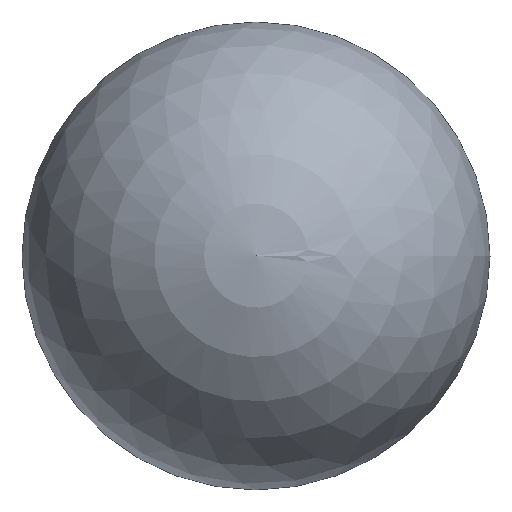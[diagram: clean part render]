
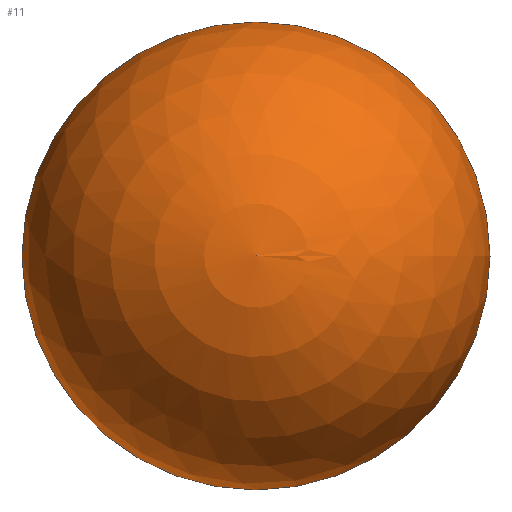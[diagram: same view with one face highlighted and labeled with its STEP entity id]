
A CAD part, top view. The second image highlights one B-rep face of the part: STEP entity #11.
In plain terms, the highlighted spherical face has radius 3.95 mm.
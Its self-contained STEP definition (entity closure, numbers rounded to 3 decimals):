
#2 = ORIENTED_EDGE ( 'NONE', *, *, #52, .T. ) ;
#3 = DIRECTION ( 'NONE',  ( 1., 0., 0. ) ) ;
#5 = CARTESIAN_POINT ( 'NONE',  ( 0., 0., 0. ) ) ;
#8 = AXIS2_PLACEMENT_3D ( 'NONE', #5, #24, #59 ) ;
#10 = DIRECTION ( 'NONE',  ( 1., 0., 0. ) ) ;
#11 = ADVANCED_FACE ( 'NONE', ( #63 ), #72, .T. ) ;
#18 = CARTESIAN_POINT ( 'NONE',  ( 0., 0., 0. ) ) ;
#19 = VERTEX_POINT ( 'NONE', #46 ) ;
#24 = DIRECTION ( 'NONE',  ( 0., 0., -1. ) ) ;
#25 = VERTEX_POINT ( 'NONE', #41 ) ;
#26 = CIRCLE ( 'NONE', #60, 3.95 ) ;
#27 = CIRCLE ( 'NONE', #8, 3.95 ) ;
#33 = CARTESIAN_POINT ( 'NONE',  ( 0., 0., 0. ) ) ;
#34 = EDGE_LOOP ( 'NONE', ( #49, #2 ) ) ;
#37 = AXIS2_PLACEMENT_3D ( 'NONE', #18, #71, #3 ) ;
#41 = CARTESIAN_POINT ( 'NONE',  ( 0., -3.95, 0. ) ) ;
#46 = CARTESIAN_POINT ( 'NONE',  ( 0., 3.95, 0. ) ) ;
#49 = ORIENTED_EDGE ( 'NONE', *, *, #50, .F. ) ;
#50 = EDGE_CURVE ( 'NONE', #25, #19, #27, .T. ) ;
#52 = EDGE_CURVE ( 'NONE', #25, #19, #26, .T. ) ;
#55 = DIRECTION ( 'NONE',  ( 0., 0., 1. ) ) ;
#59 = DIRECTION ( 'NONE',  ( -1., 0., 0. ) ) ;
#60 = AXIS2_PLACEMENT_3D ( 'NONE', #33, #55, #10 ) ;
#63 = FACE_OUTER_BOUND ( 'NONE', #34, .T. ) ;
#71 = DIRECTION ( 'NONE',  ( 0., 0., -1. ) ) ;
#72 = SPHERICAL_SURFACE ( 'NONE', #37, 3.95 ) ;
